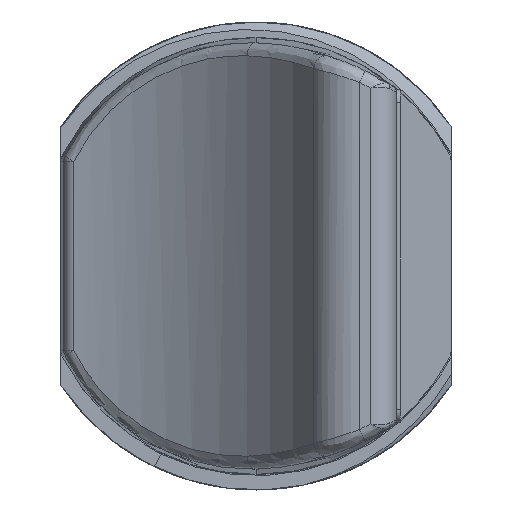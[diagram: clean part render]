
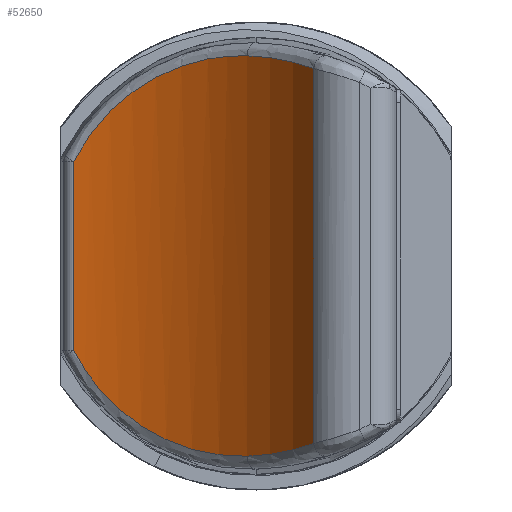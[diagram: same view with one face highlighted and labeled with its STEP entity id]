
A CAD part, left-side view. The second image highlights one B-rep face of the part: STEP entity #52650.
In plain terms, the highlighted cylindrical face has radius 14 mm (diameter 28 mm), a partial arc.
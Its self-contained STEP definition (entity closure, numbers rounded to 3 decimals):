
#21267=CARTESIAN_POINT('',(-36.26,-2.22,
-7.209));
#21268=CARTESIAN_POINT('',(-35.983,-2.07,
-7.263));
#21269=CARTESIAN_POINT('',(-35.448,-1.758,
-7.366));
#21270=CARTESIAN_POINT('',(-34.699,-1.251,
-7.501));
#21271=CARTESIAN_POINT('',(-34.017,-0.724,
-7.605));
#21272=CARTESIAN_POINT('',(-33.404,-0.188,
-7.675));
#21273=CARTESIAN_POINT('',(-33.038,0.17,
-7.696));
#21274=CARTESIAN_POINT('',(-32.865,0.348,
-7.701));
#21276=CARTESIAN_POINT('',(-32.865,0.348,
-7.701));
#21277=CARTESIAN_POINT('',(-32.703,0.516,
-7.705));
#21278=CARTESIAN_POINT('',(-32.394,0.85,
-7.702));
#21279=CARTESIAN_POINT('',(-31.979,1.345,
-7.661));
#21280=CARTESIAN_POINT('',(-31.605,1.834,
-7.586));
#21281=CARTESIAN_POINT('',(-31.27,2.314,
-7.478));
#21282=CARTESIAN_POINT('',(-30.969,2.784,
-7.336));
#21283=CARTESIAN_POINT('',(-30.7,3.245,
-7.162));
#21284=CARTESIAN_POINT('',(-30.458,3.694,
-6.956));
#21285=CARTESIAN_POINT('',(-30.243,4.132,
-6.718));
#21286=CARTESIAN_POINT('',(-30.051,4.557,
-6.448));
#21287=CARTESIAN_POINT('',(-29.882,4.969,
-6.144));
#21288=CARTESIAN_POINT('',(-29.733,5.364,
-5.807));
#21289=CARTESIAN_POINT('',(-29.604,5.742,
-5.438));
#21290=CARTESIAN_POINT('',(-29.492,6.099,
-5.035));
#21291=CARTESIAN_POINT('',(-29.397,6.433,
-4.599));
#21292=CARTESIAN_POINT('',(-29.318,6.739,
-4.134));
#21293=CARTESIAN_POINT('',(-29.275,6.923,
-3.806));
#21294=CARTESIAN_POINT('',(-29.255,7.009,
-3.637));
#21296=DIRECTION('',(0.,0.,1.));
#21297=VECTOR('',#21296,7.274);
#21298=CARTESIAN_POINT('',(-29.255,7.009,
-3.637));
#21299=LINE('',#21298,#21297);
#21300=CARTESIAN_POINT('',(-29.255,7.009,
3.637));
#21301=CARTESIAN_POINT('',(-29.275,6.923,
3.806));
#21302=CARTESIAN_POINT('',(-29.318,6.739,
4.134));
#21303=CARTESIAN_POINT('',(-29.398,6.433,
4.6));
#21304=CARTESIAN_POINT('',(-29.492,6.099,
5.035));
#21305=CARTESIAN_POINT('',(-29.604,5.742,
5.438));
#21306=CARTESIAN_POINT('',(-29.733,5.364,
5.808));
#21307=CARTESIAN_POINT('',(-29.882,4.969,
6.144));
#21308=CARTESIAN_POINT('',(-30.051,4.557,
6.448));
#21309=CARTESIAN_POINT('',(-30.243,4.132,
6.718));
#21310=CARTESIAN_POINT('',(-30.458,3.694,
6.957));
#21311=CARTESIAN_POINT('',(-30.7,3.245,
7.162));
#21312=CARTESIAN_POINT('',(-30.969,2.784,
7.336));
#21313=CARTESIAN_POINT('',(-31.27,2.314,
7.478));
#21314=CARTESIAN_POINT('',(-31.606,1.834,
7.586));
#21315=CARTESIAN_POINT('',(-31.979,1.345,
7.661));
#21316=CARTESIAN_POINT('',(-32.394,0.85,
7.702));
#21317=CARTESIAN_POINT('',(-32.703,0.516,
7.705));
#21318=CARTESIAN_POINT('',(-32.865,0.348,
7.701));
#21320=CARTESIAN_POINT('',(-32.865,0.348,
7.701));
#21321=CARTESIAN_POINT('',(-33.038,0.17,
7.696));
#21322=CARTESIAN_POINT('',(-33.404,-0.188,
7.675));
#21323=CARTESIAN_POINT('',(-34.017,-0.724,
7.605));
#21324=CARTESIAN_POINT('',(-34.699,-1.251,
7.501));
#21325=CARTESIAN_POINT('',(-35.448,-1.758,
7.366));
#21326=CARTESIAN_POINT('',(-35.983,-2.07,
7.263));
#21327=CARTESIAN_POINT('',(-36.26,-2.22,
7.209));
#21329=DIRECTION('',(0.,0.,1.));
#21330=VECTOR('',#21329,14.418);
#21331=CARTESIAN_POINT('',(-36.26,-2.22,
-7.209));
#21332=LINE('',#21331,#21330);
#21417=CARTESIAN_POINT('',(-36.26,-2.22,
-7.209));
#21419=CARTESIAN_POINT('',(-36.26,-2.22,
7.209));
#25907=VERTEX_POINT('',#21417);
#25909=VERTEX_POINT('',#21274);
#25910=VERTEX_POINT('',#21294);
#25916=CARTESIAN_POINT('',(-29.255,7.009,
3.637));
#25917=VERTEX_POINT('',#25916);
#25920=VERTEX_POINT('',#21419);
#25923=VERTEX_POINT('',#21320);
#52633=CARTESIAN_POINT('',(-42.91,10.1,-8.4));
#52634=DIRECTION('',(0.,0.,1.));
#52635=DIRECTION('',(0.,1.,0.));
#52636=AXIS2_PLACEMENT_3D('',#52633,#52634,#52635);
#52637=CYLINDRICAL_SURFACE('',#52636,14.);
#52638=ORIENTED_EDGE('',*,*,#52557,.T.);
#52639=ORIENTED_EDGE('',*,*,#52624,.T.);
#52641=ORIENTED_EDGE('',*,*,#52640,.T.);
#52643=ORIENTED_EDGE('',*,*,#52642,.T.);
#52645=ORIENTED_EDGE('',*,*,#52644,.T.);
#52647=ORIENTED_EDGE('',*,*,#52646,.F.);
#52648=EDGE_LOOP('',(#52638,#52639,#52641,#52643,#52645,#52647));
#52649=FACE_OUTER_BOUND('',#52648,.F.);
#52650=ADVANCED_FACE('',(#52649),#52637,.F.);
#21275=B_SPLINE_CURVE_WITH_KNOTS('',3,(#21267,#21268,#21269,#21270,#21271,
#21272,#21273,#21274),.UNSPECIFIED.,.F.,.F.,(4,1,1,1,1,4),(0.,0.2,0.4,
0.6,0.8,1.),.UNSPECIFIED.);
#21295=B_SPLINE_CURVE_WITH_KNOTS('',3,(#21276,#21277,#21278,#21279,#21280,
#21281,#21282,#21283,#21284,#21285,#21286,#21287,#21288,#21289,#21290,#21291,
#21292,#21293,#21294),.UNSPECIFIED.,.F.,.F.,(4,1,1,1,1,1,1,1,1,1,1,1,1,1,1,1,4),
(0.,0.063,0.125,0.188,0.25,0.313,0.375,0.438,0.5,0.563,
0.625,0.688,0.75,0.813,0.875,0.938,1.),.UNSPECIFIED.);
#21319=B_SPLINE_CURVE_WITH_KNOTS('',3,(#21300,#21301,#21302,#21303,#21304,
#21305,#21306,#21307,#21308,#21309,#21310,#21311,#21312,#21313,#21314,#21315,
#21316,#21317,#21318),.UNSPECIFIED.,.F.,.F.,(4,1,1,1,1,1,1,1,1,1,1,1,1,1,1,1,4),
(0.,0.063,0.125,0.188,0.25,0.313,0.375,0.438,0.5,0.563,
0.625,0.688,0.75,0.813,0.875,0.938,1.),.UNSPECIFIED.);
#21328=B_SPLINE_CURVE_WITH_KNOTS('',3,(#21320,#21321,#21322,#21323,#21324,
#21325,#21326,#21327),.UNSPECIFIED.,.F.,.F.,(4,1,1,1,1,4),(0.,0.2,0.4,
0.6,0.8,1.),.UNSPECIFIED.);
#52557=EDGE_CURVE('',#25907,#25909,#21275,.T.);
#52624=EDGE_CURVE('',#25909,#25910,#21295,.T.);
#52640=EDGE_CURVE('',#25910,#25917,#21299,.T.);
#52642=EDGE_CURVE('',#25917,#25923,#21319,.T.);
#52644=EDGE_CURVE('',#25923,#25920,#21328,.T.);
#52646=EDGE_CURVE('',#25907,#25920,#21332,.T.);
